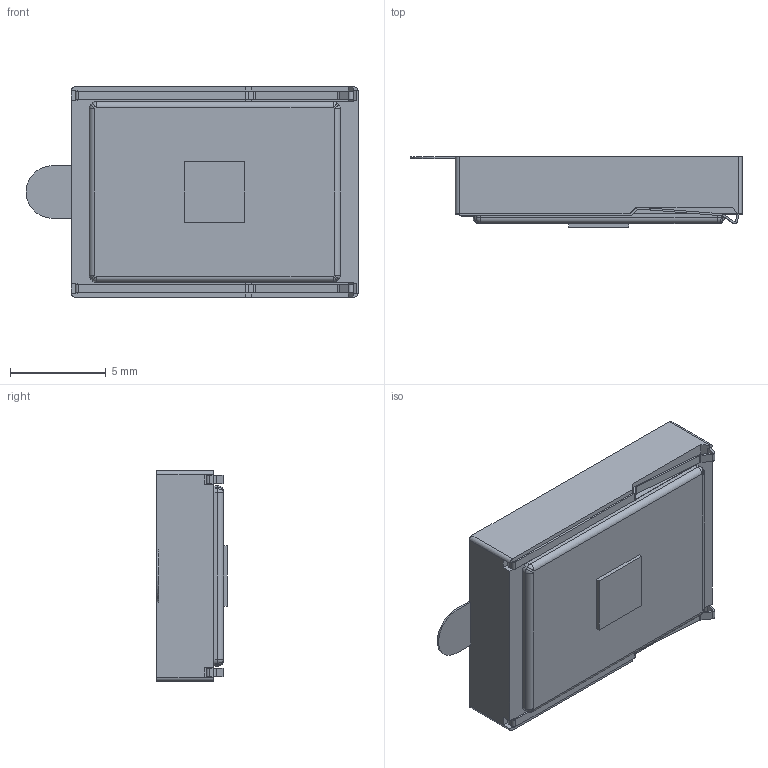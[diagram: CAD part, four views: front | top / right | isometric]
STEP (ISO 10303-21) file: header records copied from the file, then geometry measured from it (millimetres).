
FILE_DESCRIPTION (( 'STEP AP203' ), '1' );
FILE_NAME ('SP-1511S-4.STEP', '2016-09-08T20:51:41', ( 'Gem' ), ( '' ), 'SwSTEP 2.0', 'SolidWorks 2013', '' );
FILE_SCHEMA (( 'CONFIG_CONTROL_DESIGN' ));
Length unit declared in the file: millimetre
Products named in the file (1): SP-1511S-4
Bounding box: 17.38 x 3.7 x 11 mm (x, y, z)
Volume: 411.4 mm3; surface area: 644.3 mm2
Topology: 4 solids, 4 shells, 157 faces, 418 edges, 264 vertices
Faces by surface type: plane 96, cylinder 53, sphere 8
Entity records: 4859 total; most frequent: CARTESIAN_POINT 832, DIRECTION 832, ORIENTED_EDGE 820, EDGE_CURVE 410, LINE 304, VECTOR 304, AXIS2_PLACEMENT_3D 264, VERTEX_POINT 264
